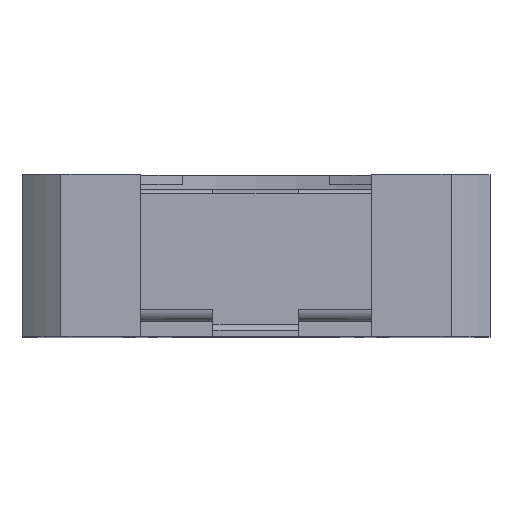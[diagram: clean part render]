
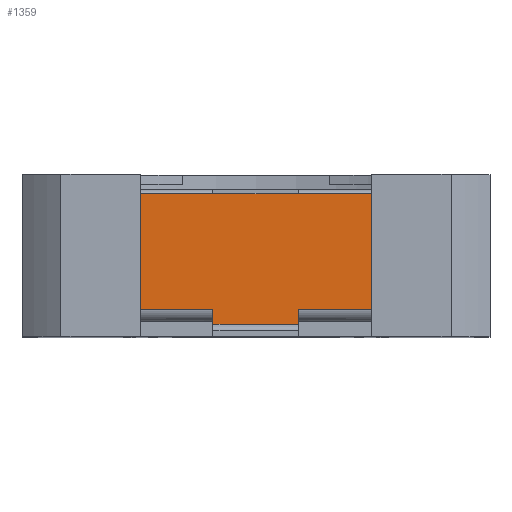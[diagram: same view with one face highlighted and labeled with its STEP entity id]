
A CAD part, top view. The second image highlights one B-rep face of the part: STEP entity #1359.
In plain terms, the highlighted planar face has unit normal (0, 0, 1).
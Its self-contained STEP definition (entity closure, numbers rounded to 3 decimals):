
#953=EDGE_CURVE('',#2757,#2758,#2759,.T.);
#1051=EDGE_CURVE('',#2933,#2726,#2934,.T.);
#1113=EDGE_CURVE('',#3038,#2757,#3039,.T.);
#1359=ADVANCED_FACE('',(#3435),#3436,.T.);
#1437=EDGE_CURVE('',#2746,#3038,#3552,.T.);
#1587=EDGE_CURVE('',#3762,#3763,#3764,.T.);
#1621=EDGE_CURVE('',#2933,#2746,#3814,.T.);
#1681=EDGE_CURVE('',#3763,#3897,#3898,.T.);
#1959=EDGE_CURVE('',#2822,#2758,#4266,.T.);
#2107=EDGE_CURVE('',#3897,#2726,#4439,.T.);
#2175=EDGE_CURVE('',#3762,#2822,#4525,.T.);
#2726=VERTEX_POINT('',#5153);
#2746=VERTEX_POINT('',#5181);
#2757=VERTEX_POINT('',#5197);
#2758=VERTEX_POINT('',#5198);
#2759=LINE('',#5199,#5200);
#2822=VERTEX_POINT('',#5288);
#2933=VERTEX_POINT('',#5523);
#2934=LINE('',#5524,#5525);
#3038=VERTEX_POINT('',#5721);
#3039=LINE('',#5722,#5723);
#3435=FACE_OUTER_BOUND('',#6362,.T.);
#3436=PLANE('',#6363);
#3552=LINE('',#6515,#6516);
#3762=VERTEX_POINT('',#6812);
#3763=VERTEX_POINT('',#6813);
#3764=LINE('',#6814,#6815);
#3814=LINE('',#6885,#6886);
#3897=VERTEX_POINT('',#7006);
#3898=LINE('',#7007,#7008);
#4266=LINE('',#7574,#7575);
#4439=LINE('',#7895,#7896);
#4525=LINE('',#8023,#8024);
#5153=CARTESIAN_POINT('',(-5.509,0.9,11.7));
#5181=CARTESIAN_POINT('',(-1.435,0.5,11.7));
#5197=CARTESIAN_POINT('',(1.425,0.4,11.7));
#5198=CARTESIAN_POINT('',(1.425,0.5,11.7));
#5199=CARTESIAN_POINT('',(1.425,0.4,11.7));
#5200=VECTOR('',#9024,0.1);
#5288=CARTESIAN_POINT('',(1.425,0.9,11.7));
#5523=CARTESIAN_POINT('',(-1.435,0.9,11.7));
#5524=CARTESIAN_POINT('',(-1.435,0.9,11.7));
#5525=VECTOR('',#9220,4.074);
#5721=CARTESIAN_POINT('',(-1.435,0.4,11.7));
#5722=CARTESIAN_POINT('',(-1.435,0.4,11.7));
#5723=VECTOR('',#9336,2.86);
#6362=EDGE_LOOP('',(#9755,#9756,#9757,#9758,#9759,#9760,#9761,#9762,#9763,#9764));
#6363=AXIS2_PLACEMENT_3D('',#9765,#9766,#9767);
#6515=CARTESIAN_POINT('',(-1.435,0.5,11.7));
#6516=VECTOR('',#9943,0.1);
#6812=CARTESIAN_POINT('',(5.5,0.9,11.7));
#6813=CARTESIAN_POINT('',(5.5,4.75,11.7));
#6814=CARTESIAN_POINT('',(5.5,0.9,11.7));
#6815=VECTOR('',#10274,3.85);
#6885=CARTESIAN_POINT('',(-1.435,0.9,11.7));
#6886=VECTOR('',#10336,0.4);
#7006=CARTESIAN_POINT('',(-5.5,4.75,11.7));
#7007=CARTESIAN_POINT('',(5.5,4.75,11.7));
#7008=VECTOR('',#10444,11.0);
#7574=CARTESIAN_POINT('',(1.425,0.9,11.7));
#7575=VECTOR('',#10947,0.4);
#7895=CARTESIAN_POINT('',(-5.5,4.75,11.7));
#7896=VECTOR('',#11152,3.85);
#8023=CARTESIAN_POINT('',(5.5,0.9,11.7));
#8024=VECTOR('',#11277,4.075);
#9024=DIRECTION('',(0.0,1.0,0.0));
#9220=DIRECTION('',(-1.0,0.0,0.0));
#9336=DIRECTION('',(1.0,0.0,0.0));
#9755=ORIENTED_EDGE('',*,*,#1587,.T.);
#9756=ORIENTED_EDGE('',*,*,#1681,.T.);
#9757=ORIENTED_EDGE('',*,*,#2107,.T.);
#9758=ORIENTED_EDGE('',*,*,#1051,.F.);
#9759=ORIENTED_EDGE('',*,*,#1621,.T.);
#9760=ORIENTED_EDGE('',*,*,#1437,.T.);
#9761=ORIENTED_EDGE('',*,*,#1113,.T.);
#9762=ORIENTED_EDGE('',*,*,#953,.T.);
#9763=ORIENTED_EDGE('',*,*,#1959,.F.);
#9764=ORIENTED_EDGE('',*,*,#2175,.F.);
#9765=CARTESIAN_POINT('',(0.0,3.4,11.7));
#9766=DIRECTION('',(0.0,0.0,1.0));
#9767=DIRECTION('',(1.0,0.0,0.0));
#9943=DIRECTION('',(0.0,-1.0,0.0));
#10274=DIRECTION('',(0.0,1.0,0.0));
#10336=DIRECTION('',(0.0,-1.0,0.0));
#10444=DIRECTION('',(-1.0,0.0,0.0));
#10947=DIRECTION('',(0.0,-1.0,0.0));
#11152=DIRECTION('',(-0.002,-1.,0.0));
#11277=DIRECTION('',(-1.0,0.0,0.0));
